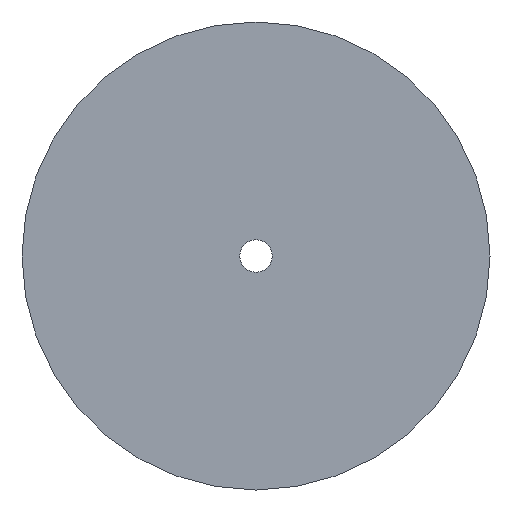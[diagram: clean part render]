
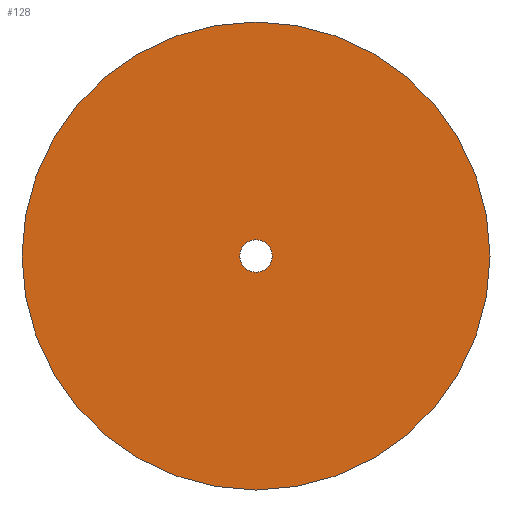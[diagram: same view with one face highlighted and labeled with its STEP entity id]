
A CAD part, left-side view. The second image highlights one B-rep face of the part: STEP entity #128.
In plain terms, the highlighted planar face has unit normal (-1, 0, 0).
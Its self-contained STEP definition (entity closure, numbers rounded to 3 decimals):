
#18=FACE_BOUND('',#45,.T.);
#22=PLANE('',#160);
#32=FACE_OUTER_BOUND('',#44,.T.);
#44=EDGE_LOOP('',(#114));
#45=EDGE_LOOP('',(#115));
#56=CIRCLE('',#144,32.5);
#63=CIRCLE('',#157,2.25);
#65=VERTEX_POINT('',#206);
#72=VERTEX_POINT('',#230);
#74=EDGE_CURVE('',#65,#65,#56,.T.);
#85=EDGE_CURVE('',#72,#72,#63,.T.);
#114=ORIENTED_EDGE('',*,*,#74,.T.);
#115=ORIENTED_EDGE('',*,*,#85,.T.);
#128=ADVANCED_FACE('',(#32,#18),#22,.F.);
#144=AXIS2_PLACEMENT_3D('',#207,#165,#166);
#157=AXIS2_PLACEMENT_3D('',#231,#195,#196);
#160=AXIS2_PLACEMENT_3D('',#236,#202,#203);
#165=DIRECTION('center_axis',(-1.,0.,0.));
#166=DIRECTION('ref_axis',(0.,1.,0.));
#195=DIRECTION('center_axis',(1.,0.,0.));
#196=DIRECTION('ref_axis',(0.,1.,0.));
#202=DIRECTION('center_axis',(1.,0.,0.));
#203=DIRECTION('ref_axis',(0.,1.,0.));
#206=CARTESIAN_POINT('',(0.,-32.5,0.));
#207=CARTESIAN_POINT('Origin',(0.,0.,0.));
#230=CARTESIAN_POINT('',(0.,-2.25,0.));
#231=CARTESIAN_POINT('Origin',(0.,0.,0.));
#236=CARTESIAN_POINT('Origin',(0.,0.,0.));
